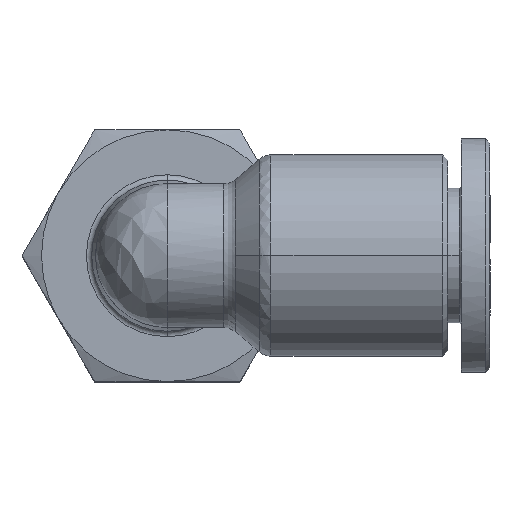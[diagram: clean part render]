
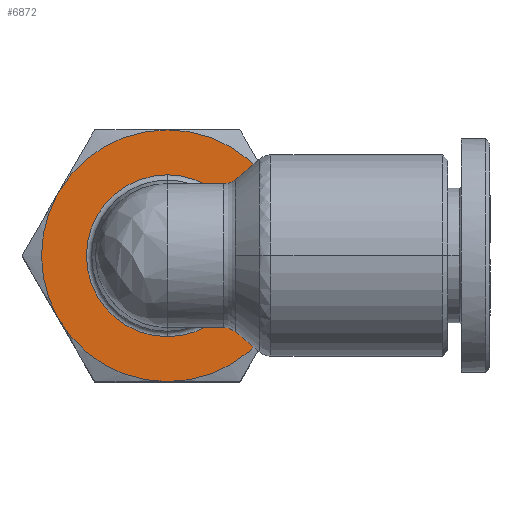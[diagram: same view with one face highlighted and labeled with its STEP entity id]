
A CAD part, top view. The second image highlights one B-rep face of the part: STEP entity #6872.
In plain terms, the highlighted planar face has unit normal (0, 0, 1).
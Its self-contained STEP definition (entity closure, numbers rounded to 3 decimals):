
#7 = CARTESIAN_POINT ( 'NONE',  ( -5.5, 0., -5.9 ) ) ;
#354 = AXIS2_PLACEMENT_3D ( 'NONE', #474, #6582, #1122 ) ;
#386 = DIRECTION ( 'NONE',  ( 0., 0., -1. ) ) ;
#445 = AXIS2_PLACEMENT_3D ( 'NONE', #7096, #386, #1815 ) ;
#474 = CARTESIAN_POINT ( 'NONE',  ( -5.5, 0., -5.9 ) ) ;
#765 = CARTESIAN_POINT ( 'NONE',  ( -5.5, 7., -5.9 ) ) ;
#781 = CIRCLE ( 'NONE', #1982, 7. ) ;
#921 = CARTESIAN_POINT ( 'NONE',  ( -5.5, 0., -5.9 ) ) ;
#1048 = AXIS2_PLACEMENT_3D ( 'NONE', #5702, #9539, #2610 ) ;
#1096 = EDGE_CURVE ( 'NONE', #1429, #2230, #781, .T. ) ;
#1106 = VERTEX_POINT ( 'NONE', #6744 ) ;
#1122 = DIRECTION ( 'NONE',  ( 0., 1., 0. ) ) ;
#1213 = AXIS2_PLACEMENT_3D ( 'NONE', #5224, #1333, #2815 ) ;
#1333 = DIRECTION ( 'NONE',  ( 0., 0., -1. ) ) ;
#1429 = VERTEX_POINT ( 'NONE', #8840 ) ;
#1480 = EDGE_CURVE ( 'NONE', #1993, #1896, #8318, .T. ) ;
#1606 = DIRECTION ( 'NONE',  ( 0., 0., -1. ) ) ;
#1815 = DIRECTION ( 'NONE',  ( -1., 0., 0. ) ) ;
#1896 = VERTEX_POINT ( 'NONE', #2566 ) ;
#1947 = EDGE_CURVE ( 'NONE', #8355, #1106, #8797, .T. ) ;
#1982 = AXIS2_PLACEMENT_3D ( 'NONE', #7, #1606, #6129 ) ;
#1993 = VERTEX_POINT ( 'NONE', #6892 ) ;
#2027 = VERTEX_POINT ( 'NONE', #7044 ) ;
#2101 = CARTESIAN_POINT ( 'NONE',  ( -5.5, 0., -5.9 ) ) ;
#2192 = EDGE_CURVE ( 'NONE', #1896, #1993, #2291, .T. ) ;
#2230 = VERTEX_POINT ( 'NONE', #9561 ) ;
#2271 = CARTESIAN_POINT ( 'NONE',  ( -5.5, 0., -5.9 ) ) ;
#2291 = CIRCLE ( 'NONE', #354, 4.501 ) ;
#2361 = CIRCLE ( 'NONE', #7954, 7. ) ;
#2443 = EDGE_LOOP ( 'NONE', ( #3264, #2709, #4814, #8209, #5637, #2902 ) ) ;
#2566 = CARTESIAN_POINT ( 'NONE',  ( -5.5, 4.501, -5.9 ) ) ;
#2610 = DIRECTION ( 'NONE',  ( 0., 1., 0. ) ) ;
#2709 = ORIENTED_EDGE ( 'NONE', *, *, #9449, .F. ) ;
#2815 = DIRECTION ( 'NONE',  ( 0., 1., 0. ) ) ;
#2902 = ORIENTED_EDGE ( 'NONE', *, *, #8232, .F. ) ;
#3264 = ORIENTED_EDGE ( 'NONE', *, *, #1096, .F. ) ;
#3763 = CARTESIAN_POINT ( 'NONE',  ( -5.5, 0., -5.9 ) ) ;
#3801 = DIRECTION ( 'NONE',  ( 0., 0., -1. ) ) ;
#3958 = DIRECTION ( 'NONE',  ( 0., 0., -1. ) ) ;
#4307 = DIRECTION ( 'NONE',  ( 0., 1., 0. ) ) ;
#4542 = AXIS2_PLACEMENT_3D ( 'NONE', #2271, #6089, #6004 ) ;
#4660 = DIRECTION ( 'NONE',  ( 0., 1., 0. ) ) ;
#4814 = ORIENTED_EDGE ( 'NONE', *, *, #5533, .F. ) ;
#5153 = CIRCLE ( 'NONE', #7132, 7. ) ;
#5224 = CARTESIAN_POINT ( 'NONE',  ( -5.5, 0., -5.9 ) ) ;
#5440 = CIRCLE ( 'NONE', #7276, 7. ) ;
#5533 = EDGE_CURVE ( 'NONE', #7109, #2027, #2361, .T. ) ;
#5609 = ORIENTED_EDGE ( 'NONE', *, *, #1480, .F. ) ;
#5637 = ORIENTED_EDGE ( 'NONE', *, *, #1947, .F. ) ;
#5702 = CARTESIAN_POINT ( 'NONE',  ( -5.5, 0., -5.9 ) ) ;
#6004 = DIRECTION ( 'NONE',  ( 0., 1., 0. ) ) ;
#6089 = DIRECTION ( 'NONE',  ( 0., 0., 1. ) ) ;
#6129 = DIRECTION ( 'NONE',  ( 0., 1., 0. ) ) ;
#6582 = DIRECTION ( 'NONE',  ( 0., 0., 1. ) ) ;
#6705 = CARTESIAN_POINT ( 'NONE',  ( 0.562, -3.5, -5.9 ) ) ;
#6744 = CARTESIAN_POINT ( 'NONE',  ( 0.562, 3.5, -5.9 ) ) ;
#6872 = ADVANCED_FACE ( 'NONE', ( #7572, #7331 ), #7168, .F. ) ;
#6892 = CARTESIAN_POINT ( 'NONE',  ( -5.5, -4.501, -5.9 ) ) ;
#7044 = CARTESIAN_POINT ( 'NONE',  ( -5.5, -7., -5.9 ) ) ;
#7096 = CARTESIAN_POINT ( 'NONE',  ( -5.5, 0., -5.9 ) ) ;
#7109 = VERTEX_POINT ( 'NONE', #6705 ) ;
#7132 = AXIS2_PLACEMENT_3D ( 'NONE', #3763, #3801, #9156 ) ;
#7168 = PLANE ( 'NONE',  #445 ) ;
#7276 = AXIS2_PLACEMENT_3D ( 'NONE', #921, #3958, #4660 ) ;
#7331 = FACE_OUTER_BOUND ( 'NONE', #2443, .T. ) ;
#7365 = DIRECTION ( 'NONE',  ( 0., 0., -1. ) ) ;
#7572 = FACE_BOUND ( 'NONE', #9082, .T. ) ;
#7954 = AXIS2_PLACEMENT_3D ( 'NONE', #2101, #7365, #4307 ) ;
#8127 = ORIENTED_EDGE ( 'NONE', *, *, #2192, .F. ) ;
#8209 = ORIENTED_EDGE ( 'NONE', *, *, #8360, .F. ) ;
#8232 = EDGE_CURVE ( 'NONE', #2230, #8355, #5153, .T. ) ;
#8258 = CIRCLE ( 'NONE', #1048, 7. ) ;
#8318 = CIRCLE ( 'NONE', #4542, 4.501 ) ;
#8355 = VERTEX_POINT ( 'NONE', #765 ) ;
#8360 = EDGE_CURVE ( 'NONE', #1106, #7109, #5440, .T. ) ;
#8797 = CIRCLE ( 'NONE', #1213, 7. ) ;
#8840 = CARTESIAN_POINT ( 'NONE',  ( -11.562, -3.5, -5.9 ) ) ;
#9082 = EDGE_LOOP ( 'NONE', ( #8127, #5609 ) ) ;
#9156 = DIRECTION ( 'NONE',  ( 0., 1., 0. ) ) ;
#9449 = EDGE_CURVE ( 'NONE', #2027, #1429, #8258, .T. ) ;
#9539 = DIRECTION ( 'NONE',  ( 0., 0., -1. ) ) ;
#9561 = CARTESIAN_POINT ( 'NONE',  ( -11.562, 3.5, -5.9 ) ) ;
